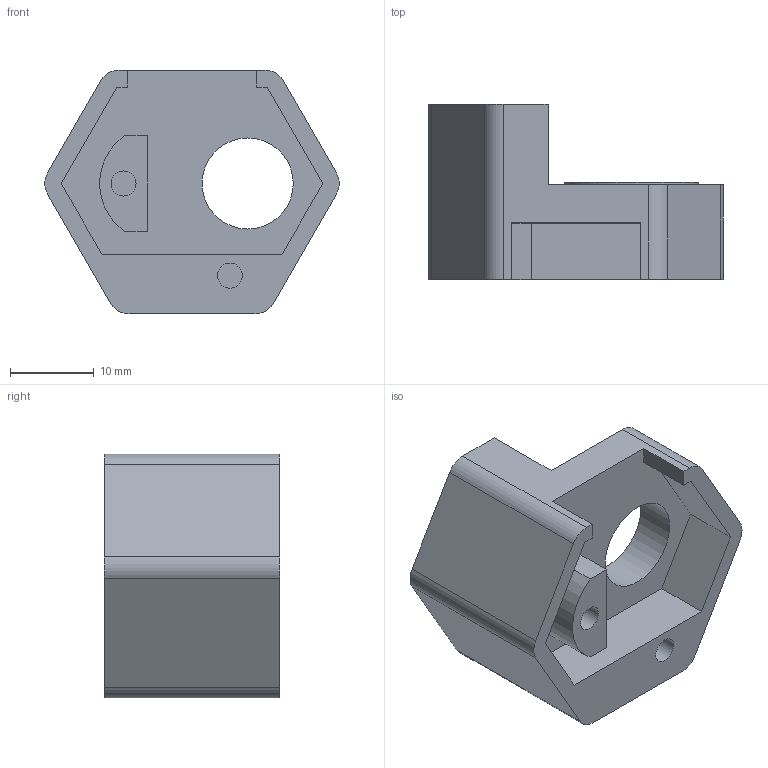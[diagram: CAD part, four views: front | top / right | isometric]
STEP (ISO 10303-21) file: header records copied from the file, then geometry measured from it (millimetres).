
FILE_DESCRIPTION(/* description */ ('STEP AP242','CAx-IF Rec.Pracs.---Representation and Presentation of Product Manufacturing Information (PMI)---4.0---2014-10-13','CAx-IF Rec.Pracs.---3D Tessellated Geometry---0.4---2014-09-14','2;1'),/* implementation_level */ '2;1');
FILE_NAME(/* name */ '659596a3562c2666dff5a487',/* time_stamp */ '2024-01-03T17:17:23Z',/* author */ (''),/* organization */ (''),/* preprocessor_version */ 'ST-DEVELOPER v19.4',/* originating_system */ ' ',/* authorisation */ ' ');
FILE_SCHEMA (('AP242_MANAGED_MODEL_BASED_3D_ENGINEERING_MIM_LF { 1 0 10303 442 1 1 4 }'));
Length unit declared in the file: metre
Products named in the file (1): mount
Bounding box: 35.21 x 20.94 x 29.14 mm (x, y, z)
Volume: 7924.1 mm3; surface area: 4532.1 mm2
Topology: 1 solids, 1 shells, 74 faces, 193 edges, 129 vertices
Faces by surface type: plane 53, cylinder 21
Full cylindrical faces by diameter (mm): 3 x2, 4 x2, 10.9 x1, 16 x1
Entity records: 2254 total; most frequent: CARTESIAN_POINT 389, DIRECTION 378, ORIENTED_EDGE 372, EDGE_CURVE 186, LINE 144, VECTOR 144, VERTEX_POINT 128, AXIS2_PLACEMENT_3D 117
